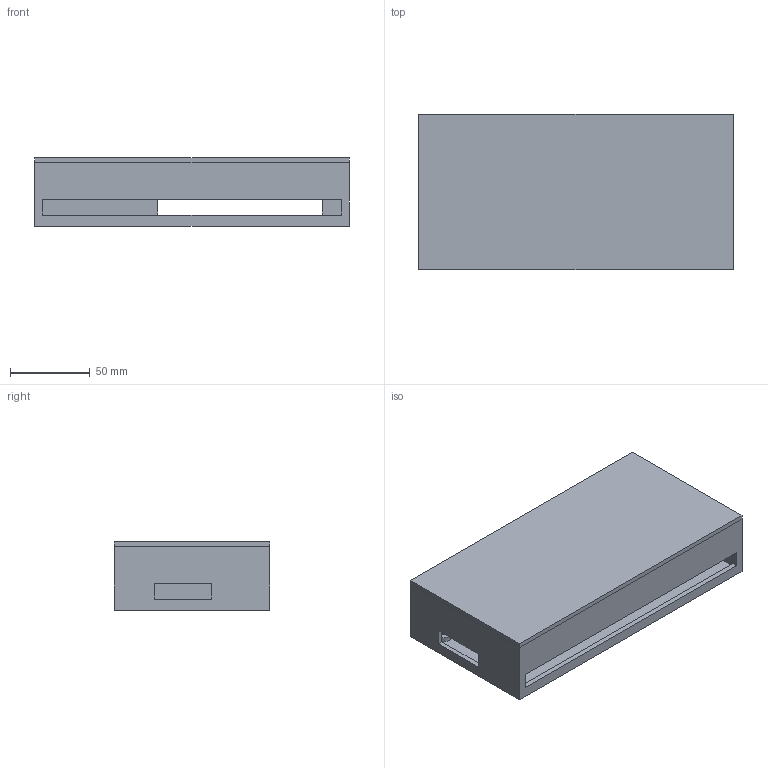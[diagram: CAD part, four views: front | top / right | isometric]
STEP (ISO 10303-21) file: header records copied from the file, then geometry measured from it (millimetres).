
FILE_DESCRIPTION(/* description */ ('','CAx-IF Rec.Pracs.---Representation and Presentation of Product Manufacturing Information (PMI)---4.0---2014-10-13'),/* implementation_level */ '2;1');
FILE_NAME(/* name */ 'Case v2.step',/* time_stamp */ '2024-12-10T19:22:35+01:00',/* author */ (''),/* organization */ (''),/* preprocessor_version */ 'ST-DEVELOPER v20',/* originating_system */ 'Autodesk Translation Framework v13.20.0.188',/* authorisation */ '');
FILE_SCHEMA (('AP242_MANAGED_MODEL_BASED_3D_ENGINEERING_MIM_LF { 1 0 10303 442 1 1 4 }'));
Length unit declared in the file: millimetre
Products named in the file (1): Case
Bounding box: 196.83 x 97.12 x 43 mm (x, y, z)
Volume: 173810.2 mm3; surface area: 124928.7 mm2
Topology: 2 solids, 2 shells, 87 faces, 212 edges, 136 vertices
Faces by surface type: plane 63, cylinder 24
Full cylindrical faces by diameter (mm): 3.2 x4, 10 x4
Entity records: 2579 total; most frequent: CARTESIAN_POINT 436, DIRECTION 428, ORIENTED_EDGE 424, EDGE_CURVE 212, LINE 172, VECTOR 172, VERTEX_POINT 136, AXIS2_PLACEMENT_3D 128
